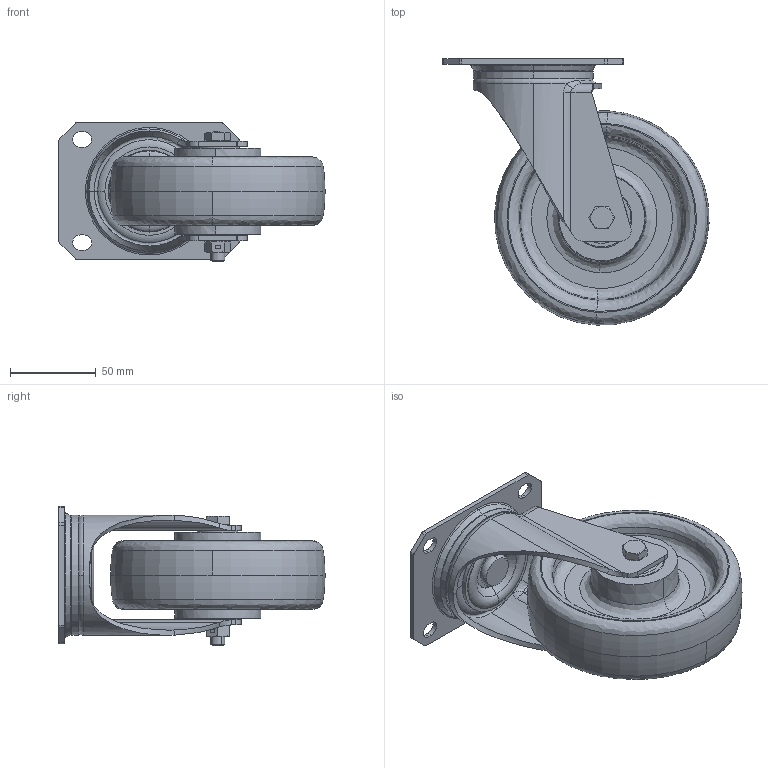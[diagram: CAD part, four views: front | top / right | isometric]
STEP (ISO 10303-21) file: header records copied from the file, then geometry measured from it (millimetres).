
FILE_DESCRIPTION (( 'STEP AP214' ), '1' );
FILE_NAME ('0055894.step', '2023-08-16T09:34:17', ( '' ), ( '' ), 'SwSTEP 2.0', 'SolidWorks 2020', '' );
FILE_SCHEMA (( 'AUTOMOTIVE_DESIGN' ));
Length unit declared in the file: millimetre
Products named in the file (1): 0055894
Bounding box: 154.91 x 154.91 x 81 mm (x, y, z)
Volume: 410831.4 mm3; surface area: 135601.5 mm2
Topology: 19 solids, 19 shells, 459 faces, 1000 edges, 605 vertices
Faces by surface type: cylinder 141, plane 122, torus 100, cone 60, bspline 36
Entity records: 20663 total; most frequent: CARTESIAN_POINT 5151, DIRECTION 2321, ORIENTED_EDGE 2000, AXIS2_PLACEMENT_3D 1007, EDGE_CURVE 1000, VERTEX_POINT 605, CIRCLE 583, EDGE_LOOP 531
